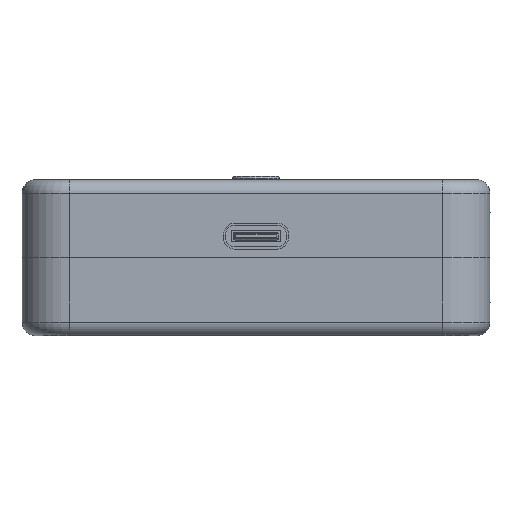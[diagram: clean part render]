
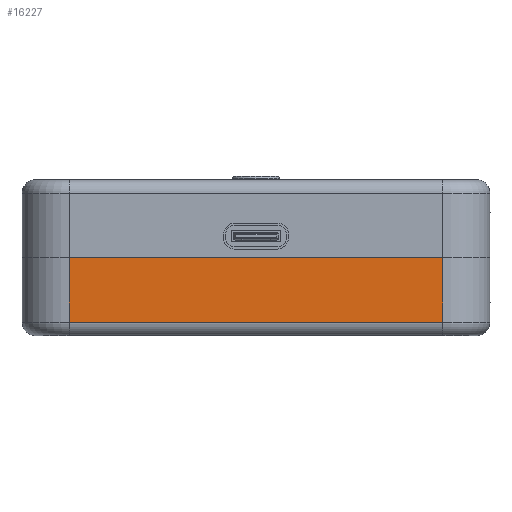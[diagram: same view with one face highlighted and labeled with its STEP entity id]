
A CAD part, front view. The second image highlights one B-rep face of the part: STEP entity #16227.
In plain terms, the highlighted planar face has unit normal (0, -1, 0).
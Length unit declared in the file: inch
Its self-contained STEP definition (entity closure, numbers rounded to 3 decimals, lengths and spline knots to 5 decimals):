
#652 = LINE ( 'NONE', #5808, #1832 ) ;
#1586 = DIRECTION ( 'NONE',  ( 0., 0., -1. ) ) ;
#1832 = VECTOR ( 'NONE', #2921, 39.37008 ) ;
#2161 = VERTEX_POINT ( 'NONE', #15557 ) ;
#2424 = ORIENTED_EDGE ( 'NONE', *, *, #16695, .F. ) ;
#2774 = VECTOR ( 'NONE', #3134, 39.37008 ) ;
#2921 = DIRECTION ( 'NONE',  ( -1., 0., 0. ) ) ;
#3134 = DIRECTION ( 'NONE',  ( -1., 0., 0. ) ) ;
#3849 = EDGE_LOOP ( 'NONE', ( #2424, #11145, #8611, #16413 ) ) ;
#4322 = CARTESIAN_POINT ( 'NONE',  ( 1.08268, 0., -0.45276 ) ) ;
#4364 = EDGE_CURVE ( 'NONE', #2161, #4427, #652, .T. ) ;
#4427 = VERTEX_POINT ( 'NONE', #9423 ) ;
#4656 = LINE ( 'NONE', #14787, #2774 ) ;
#5762 = LINE ( 'NONE', #4322, #13780 ) ;
#5808 = CARTESIAN_POINT ( 'NONE',  ( 1.09549, 0., -0.37402 ) ) ;
#6651 = EDGE_CURVE ( 'NONE', #13741, #4427, #15069, .T. ) ;
#6809 = PLANE ( 'NONE',  #14556 ) ;
#8073 = CARTESIAN_POINT ( 'NONE',  ( -1.08268, 0., -0.45276 ) ) ;
#8154 = FACE_OUTER_BOUND ( 'NONE', #3849, .T. ) ;
#8440 = CARTESIAN_POINT ( 'NONE',  ( -1.08268, 0., 0. ) ) ;
#8611 = ORIENTED_EDGE ( 'NONE', *, *, #6651, .T. ) ;
#8809 = DIRECTION ( 'NONE',  ( 0., 0., -1. ) ) ;
#9423 = CARTESIAN_POINT ( 'NONE',  ( -1.08268, 0., -0.37402 ) ) ;
#9965 = VERTEX_POINT ( 'NONE', #16700 ) ;
#10901 = DIRECTION ( 'NONE',  ( 0., 0., -1. ) ) ;
#10995 = EDGE_CURVE ( 'NONE', #9965, #13741, #4656, .T. ) ;
#11145 = ORIENTED_EDGE ( 'NONE', *, *, #10995, .T. ) ;
#12534 = CARTESIAN_POINT ( 'NONE',  ( -1.08268, 0., -0.45276 ) ) ;
#12939 = VECTOR ( 'NONE', #8809, 39.37008 ) ;
#13158 = DIRECTION ( 'NONE',  ( 0., -1., 0. ) ) ;
#13741 = VERTEX_POINT ( 'NONE', #8440 ) ;
#13780 = VECTOR ( 'NONE', #10901, 39.37008 ) ;
#14556 = AXIS2_PLACEMENT_3D ( 'NONE', #8073, #13158, #1586 ) ;
#14787 = CARTESIAN_POINT ( 'NONE',  ( -1.08268, 0., 0. ) ) ;
#15069 = LINE ( 'NONE', #12534, #12939 ) ;
#15557 = CARTESIAN_POINT ( 'NONE',  ( 1.08268, 0., -0.37402 ) ) ;
#16227 = ADVANCED_FACE ( 'NONE', ( #8154 ), #6809, .T. ) ;
#16413 = ORIENTED_EDGE ( 'NONE', *, *, #4364, .F. ) ;
#16695 = EDGE_CURVE ( 'NONE', #9965, #2161, #5762, .T. ) ;
#16700 = CARTESIAN_POINT ( 'NONE',  ( 1.08268, 0., 0. ) ) ;
